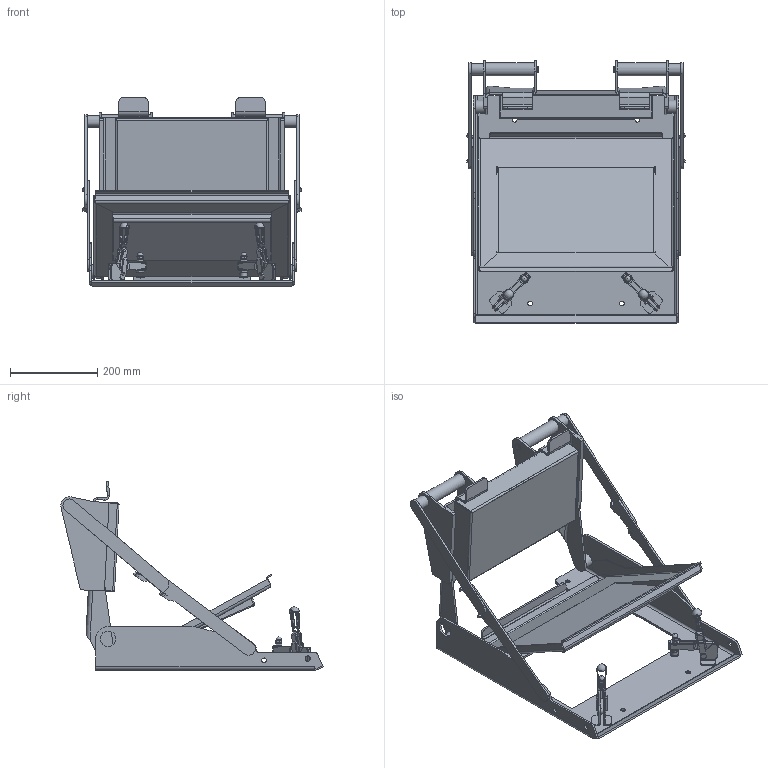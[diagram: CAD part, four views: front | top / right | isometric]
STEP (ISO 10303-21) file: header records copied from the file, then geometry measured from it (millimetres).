
FILE_DESCRIPTION(/* description */ (''),/* implementation_level */ '2;1');
FILE_NAME(/* name */ 'E0153561 (open).stp',/* time_stamp */ '2022-06-30T14:04:04+02:00',/* author */ ('tt'),/* organization */ (''),/* preprocessor_version */ 'ST-DEVELOPER v18.1',/* originating_system */ 'Autodesk Inventor 2021',/* authorisation */ '');
FILE_SCHEMA (('AUTOMOTIVE_DESIGN { 1 0 10303 214 3 1 1 }'));
Length unit declared in the file: millimetre
Products named in the file (1): E0153561
Bounding box: 499.73 x 600.45 x 432.04 mm (x, y, z)
Volume: 3433178.9 mm3; surface area: 1657195.3 mm2
Topology: 2 solids, 2 shells, 1385 faces, 3728 edges, 2355 vertices
Faces by surface type: plane 858, cylinder 405, cone 84, bspline 28, sphere 8, torus 2
Full cylindrical faces by diameter (mm): 8 x2, 10.917 x2, 11 x4, 12.5 x4, 15 x2, 17 x2, 18 x2, 20 x2, 27 x4, 30 x4, 36 x1
Entity records: 46770 total; most frequent: CARTESIAN_POINT 10723, ORIENTED_EDGE 7440, DIRECTION 7079, EDGE_CURVE 3720, AXIS2_PLACEMENT_3D 2440, VERTEX_POINT 2355, LINE 2199, VECTOR 2199
